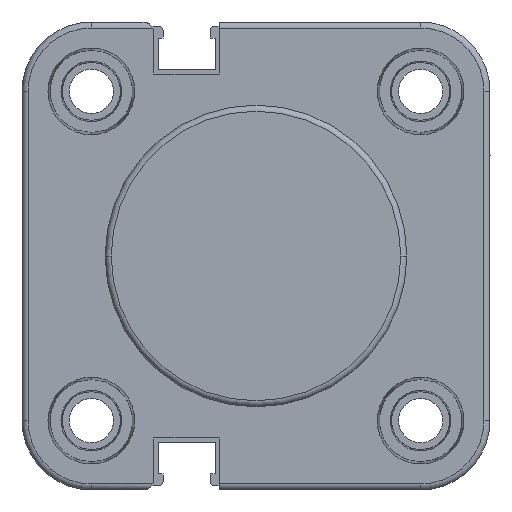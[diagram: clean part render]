
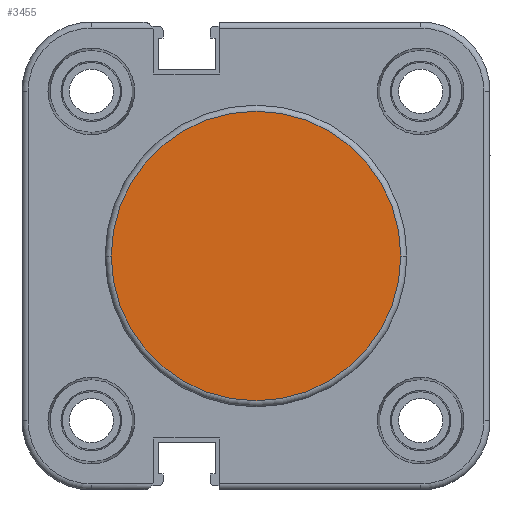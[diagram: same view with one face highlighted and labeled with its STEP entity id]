
A CAD part, front view. The second image highlights one B-rep face of the part: STEP entity #3455.
In plain terms, the highlighted face is planar.
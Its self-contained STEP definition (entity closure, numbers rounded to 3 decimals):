
#380 = CARTESIAN_POINT ( 'NONE',  ( 0., 0., 0. ) ) ;
#383 = AXIS2_PLACEMENT_3D ( 'NONE', #3667, #11804, #7074 ) ;
#1493 = DIRECTION ( 'NONE',  ( -1., 0., 0. ) ) ;
#1719 = AXIS2_PLACEMENT_3D ( 'NONE', #380, #12298, #14848 ) ;
#2522 = AXIS2_PLACEMENT_3D ( 'NONE', #8577, #1493, #2713 ) ;
#2713 = DIRECTION ( 'NONE',  ( 0., -1., 0. ) ) ;
#3067 = EDGE_CURVE ( 'NONE', #13892, #6759, #12773, .T. ) ;
#3455 = ADVANCED_FACE ( 'NONE', ( #11642 ), #4729, .T. ) ;
#3667 = CARTESIAN_POINT ( 'NONE',  ( 0., 0., 0. ) ) ;
#4729 = PLANE ( 'NONE',  #383 ) ;
#6759 = VERTEX_POINT ( 'NONE', #12080 ) ;
#7074 = DIRECTION ( 'NONE',  ( 0., -1., 0. ) ) ;
#7995 = EDGE_CURVE ( 'NONE', #6759, #13892, #12845, .T. ) ;
#8018 = EDGE_LOOP ( 'NONE', ( #9935, #13453 ) ) ;
#8577 = CARTESIAN_POINT ( 'NONE',  ( 0., 0., 0. ) ) ;
#9935 = ORIENTED_EDGE ( 'NONE', *, *, #7995, .T. ) ;
#11642 = FACE_OUTER_BOUND ( 'NONE', #8018, .T. ) ;
#11804 = DIRECTION ( 'NONE',  ( -1., 0., 0. ) ) ;
#12080 = CARTESIAN_POINT ( 'NONE',  ( 0., -16.7, 0. ) ) ;
#12298 = DIRECTION ( 'NONE',  ( -1., 0., 0. ) ) ;
#12773 = CIRCLE ( 'NONE', #1719, 16.7 ) ;
#12845 = CIRCLE ( 'NONE', #2522, 16.7 ) ;
#13453 = ORIENTED_EDGE ( 'NONE', *, *, #3067, .T. ) ;
#13892 = VERTEX_POINT ( 'NONE', #14494 ) ;
#14494 = CARTESIAN_POINT ( 'NONE',  ( 0., 16.7, 0. ) ) ;
#14848 = DIRECTION ( 'NONE',  ( 0., -1., 0. ) ) ;
